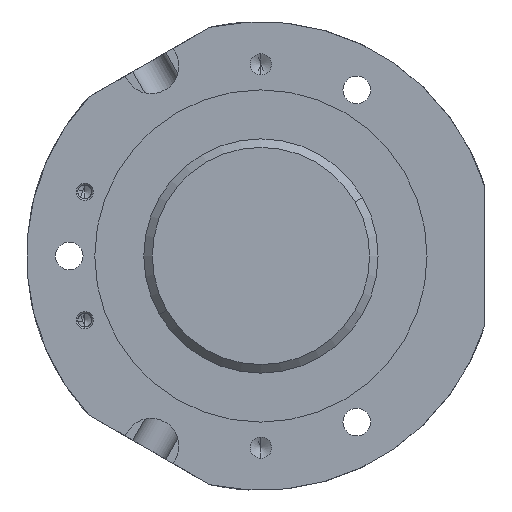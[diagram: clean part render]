
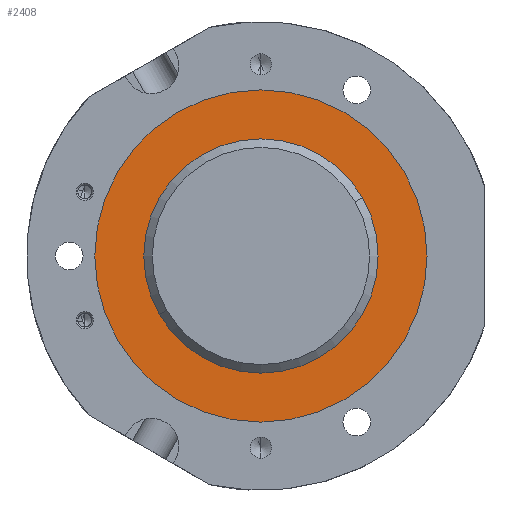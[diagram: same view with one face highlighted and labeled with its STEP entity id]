
A CAD part, front view. The second image highlights one B-rep face of the part: STEP entity #2408.
In plain terms, the highlighted planar face has unit normal (0, -1, 0).
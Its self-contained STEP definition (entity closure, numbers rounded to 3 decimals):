
#2264 = VERTEX_POINT( '', #5706 );
#2408 = ADVANCED_FACE( '', ( #5866, #5867 ), #5868, .F. );
#2532 = VERTEX_POINT( '', #6008 );
#2824 = VERTEX_POINT( '', #6337 );
#2894 = EDGE_CURVE( '', #3670, #2532, #6415, .T. );
#3670 = VERTEX_POINT( '', #7271 );
#4588 = EDGE_CURVE( '', #2824, #2264, #8286, .T. );
#4698 = EDGE_CURVE( '', #2264, #2824, #8406, .T. );
#4860 = EDGE_CURVE( '', #2532, #3670, #8581, .T. );
#5706 = CARTESIAN_POINT( '', ( 23.816, 8., 13.75 ) );
#5866 = FACE_BOUND( '', #9962, .T. );
#5867 = FACE_OUTER_BOUND( '', #9963, .T. );
#5868 = PLANE( '', #9964 );
#6008 = CARTESIAN_POINT( '', ( 33.775, 8., 19.5 ) );
#6337 = CARTESIAN_POINT( '', ( -23.816, 8., -13.75 ) );
#6415 = CIRCLE( '', #10799, 39. );
#7271 = CARTESIAN_POINT( '', ( -33.775, 8., -19.5 ) );
#8286 = CIRCLE( '', #13606, 27.5 );
#8406 = CIRCLE( '', #13793, 27.5 );
#8581 = CIRCLE( '', #14036, 39. );
#9962 = EDGE_LOOP( '', ( #15356, #15357 ) );
#9963 = EDGE_LOOP( '', ( #15358, #15359 ) );
#9964 = AXIS2_PLACEMENT_3D( '', #15360, #15361, #15362 );
#10799 = AXIS2_PLACEMENT_3D( '', #16018, #16019, #16020 );
#13606 = AXIS2_PLACEMENT_3D( '', #18072, #18073, #18074 );
#13793 = AXIS2_PLACEMENT_3D( '', #18180, #18181, #18182 );
#14036 = AXIS2_PLACEMENT_3D( '', #18360, #18361, #18362 );
#15356 = ORIENTED_EDGE( '', *, *, #4698, .T. );
#15357 = ORIENTED_EDGE( '', *, *, #4588, .T. );
#15358 = ORIENTED_EDGE( '', *, *, #4860, .F. );
#15359 = ORIENTED_EDGE( '', *, *, #2894, .F. );
#15360 = CARTESIAN_POINT( '', ( 28.795, 8., 16.625 ) );
#15361 = DIRECTION( '', ( 0., 1., 0. ) );
#15362 = DIRECTION( '', ( 0.866, 0., 0.5 ) );
#16018 = CARTESIAN_POINT( '', ( 0., 8., 0. ) );
#16019 = DIRECTION( '', ( 0., 1., 0. ) );
#16020 = DIRECTION( '', ( 0.866, 0., 0.5 ) );
#18072 = CARTESIAN_POINT( '', ( 0., 8., 0. ) );
#18073 = DIRECTION( '', ( 0., 1., 0. ) );
#18074 = DIRECTION( '', ( 0.866, 0., 0.5 ) );
#18180 = CARTESIAN_POINT( '', ( 0., 8., 0. ) );
#18181 = DIRECTION( '', ( 0., 1., 0. ) );
#18182 = DIRECTION( '', ( 0.866, 0., 0.5 ) );
#18360 = CARTESIAN_POINT( '', ( 0., 8., 0. ) );
#18361 = DIRECTION( '', ( 0., 1., 0. ) );
#18362 = DIRECTION( '', ( 0.866, 0., 0.5 ) );
